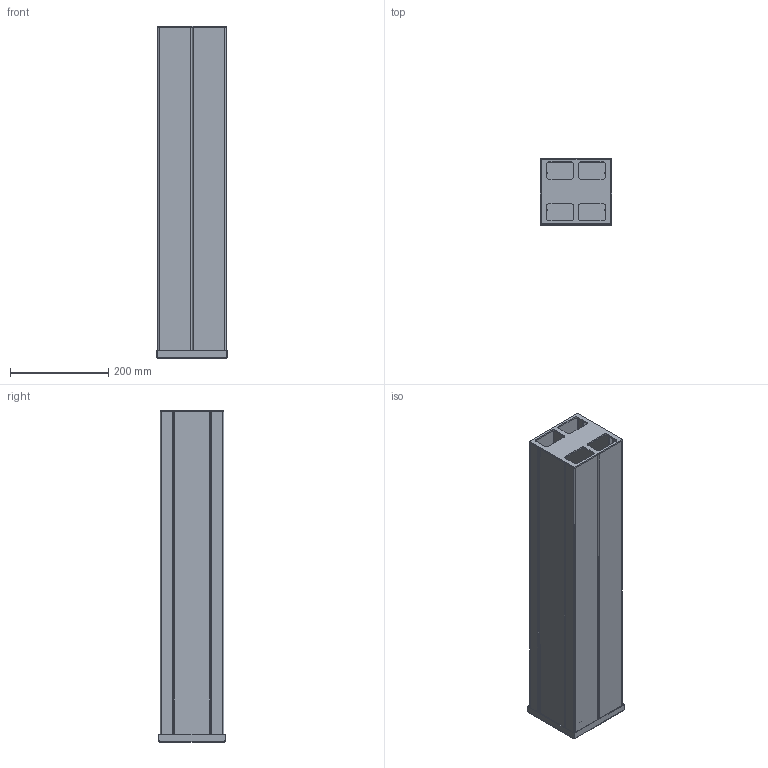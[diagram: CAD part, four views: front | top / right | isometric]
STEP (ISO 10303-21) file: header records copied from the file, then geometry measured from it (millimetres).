
FILE_DESCRIPTION (( 'STEP AP214' ), '1' );
FILE_NAME ('6290043.stp', '2017-04-12T09:13:35', ( '' ), ( '' ), 'SwSTEP 2.0', 'SolidWorks 2016', '' );
FILE_SCHEMA (( 'AUTOMOTIVE_DESIGN' ));
Length unit declared in the file: millimetre
Products named in the file (9): 026360_L=665; 030909_L=665; 031726T1_Standard; 031726_Standard; 031724_Standard; 031723_Standard; 6290043; 031725_Standard; 013127_L=670
Assembly tree (10 placements, depth 3):
  6290043
    031726_Standard
      031726T1_Standard
    013127_L=670  x2
    030909_L=665  x2
      026360_L=665
    031725_Standard
      031723_Standard
      031724_Standard
Bounding box: 145 x 135 x 676 mm (x, y, z)
Volume: 1141531.7 mm3; surface area: 1228253.5 mm2
Topology: 7 solids, 7 shells, 270 faces, 688 edges, 432 vertices
Faces by surface type: plane 194, cylinder 76
Entity records: 7054 total; most frequent: DIRECTION 1186, CARTESIAN_POINT 1174, ORIENTED_EDGE 1148, EDGE_CURVE 574, VECTOR 450, LINE 450, AXIS2_PLACEMENT_3D 368, VERTEX_POINT 356
